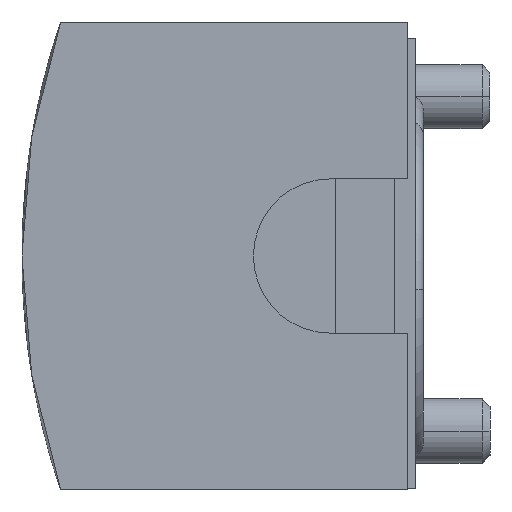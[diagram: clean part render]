
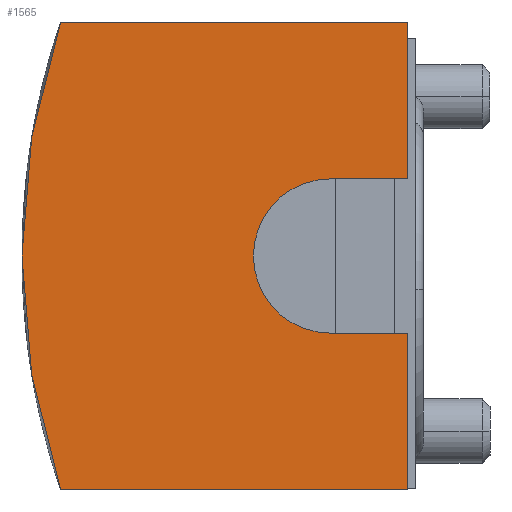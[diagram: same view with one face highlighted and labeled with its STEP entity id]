
A CAD part, left-side view. The second image highlights one B-rep face of the part: STEP entity #1565.
In plain terms, the highlighted planar face has unit normal (-1, 0, 0).
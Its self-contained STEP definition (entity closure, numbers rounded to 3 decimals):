
#200 = EDGE_LOOP ( 'NONE', ( #271, #270, #269, #268, #267, #266, #265, #264, #278 ) ) ;
#264 = ORIENTED_EDGE ( 'NONE', *, *, #1357, .F. ) ;
#265 = ORIENTED_EDGE ( 'NONE', *, *, #1356, .F. ) ;
#266 = ORIENTED_EDGE ( 'NONE', *, *, #1355, .T. ) ;
#267 = ORIENTED_EDGE ( 'NONE', *, *, #1371, .T. ) ;
#268 = ORIENTED_EDGE ( 'NONE', *, *, #1936, .F. ) ;
#269 = ORIENTED_EDGE ( 'NONE', *, *, #1937, .F. ) ;
#270 = ORIENTED_EDGE ( 'NONE', *, *, #1932, .T. ) ;
#271 = ORIENTED_EDGE ( 'NONE', *, *, #1903, .F. ) ;
#278 = ORIENTED_EDGE ( 'NONE', *, *, #1921, .F. ) ;
#950 = VERTEX_POINT ( 'NONE', #1266 ) ;
#951 = VERTEX_POINT ( 'NONE', #1267 ) ;
#963 = VERTEX_POINT ( 'NONE', #1279 ) ;
#971 = VERTEX_POINT ( 'NONE', #1287 ) ;
#979 = VERTEX_POINT ( 'NONE', #3030 ) ;
#980 = VERTEX_POINT ( 'NONE', #3031 ) ;
#981 = VERTEX_POINT ( 'NONE', #3032 ) ;
#982 = VERTEX_POINT ( 'NONE', #3033 ) ;
#983 = VERTEX_POINT ( 'NONE', #3034 ) ;
#1266 = CARTESIAN_POINT ( 'NONE',  ( 0., 13.5, -9.1 ) ) ;
#1267 = CARTESIAN_POINT ( 'NONE',  ( 0., 13.5, 9.1 ) ) ;
#1279 = CARTESIAN_POINT ( 'NONE',  ( 0., 0., 9.1 ) ) ;
#1287 = CARTESIAN_POINT ( 'NONE',  ( 0., 0., -9.1 ) ) ;
#1355 = EDGE_CURVE ( 'NONE', #981, #982, #3021, .T. ) ;
#1356 = EDGE_CURVE ( 'NONE', #983, #982, #3020, .T. ) ;
#1357 = EDGE_CURVE ( 'NONE', #963, #983, #3892, .T. ) ;
#1371 = EDGE_CURVE ( 'NONE', #980, #981, #3919, .T. ) ;
#1565 = ADVANCED_FACE ( 'NONE', ( #4290 ), #4651, .F. ) ;
#1903 = EDGE_CURVE ( 'NONE', #950, #951, #5374, .T. ) ;
#1921 = EDGE_CURVE ( 'NONE', #951, #963, #5399, .T. ) ;
#1932 = EDGE_CURVE ( 'NONE', #950, #971, #5421, .T. ) ;
#1936 = EDGE_CURVE ( 'NONE', #980, #979, #5429, .T. ) ;
#1937 = EDGE_CURVE ( 'NONE', #979, #971, #5431, .T. ) ;
#1972 = AXIS2_PLACEMENT_3D ( 'NONE', #3504, #3505, #3506 ) ;
#1975 = AXIS2_PLACEMENT_3D ( 'NONE', #3539, #3540, #3541 ) ;
#1994 = AXIS2_PLACEMENT_3D ( 'NONE', #4652, #4653, #4654 ) ;
#3020 = LINE ( 'NONE', #3507, #3022 ) ;
#3021 = CIRCLE ( 'NONE', #1972, 3. ) ;
#3022 = VECTOR ( 'NONE', #3508, 1000. ) ;
#3030 = CARTESIAN_POINT ( 'NONE',  ( 0., 0., -3. ) ) ;
#3031 = CARTESIAN_POINT ( 'NONE',  ( 0., 3., -3. ) ) ;
#3032 = CARTESIAN_POINT ( 'NONE',  ( 0., 6., 0. ) ) ;
#3033 = CARTESIAN_POINT ( 'NONE',  ( 0., 3., 3. ) ) ;
#3034 = CARTESIAN_POINT ( 'NONE',  ( 0., 0., 3. ) ) ;
#3504 = CARTESIAN_POINT ( 'NONE',  ( 0., 3., 0. ) ) ;
#3505 = DIRECTION ( 'NONE',  ( 1., 0., 0. ) ) ;
#3506 = DIRECTION ( 'NONE',  ( 0., 1., 0. ) ) ;
#3507 = CARTESIAN_POINT ( 'NONE',  ( 0., 0., 3. ) ) ;
#3508 = DIRECTION ( 'NONE',  ( 0., 1., 0. ) ) ;
#3509 = CARTESIAN_POINT ( 'NONE',  ( 0., 0., 9.1 ) ) ;
#3510 = DIRECTION ( 'NONE',  ( 0., 0., -1. ) ) ;
#3539 = CARTESIAN_POINT ( 'NONE',  ( 0., 3., 0. ) ) ;
#3540 = DIRECTION ( 'NONE',  ( 1., 0., 0. ) ) ;
#3541 = DIRECTION ( 'NONE',  ( 0., 1., 0. ) ) ;
#3892 = LINE ( 'NONE', #3509, #3893 ) ;
#3893 = VECTOR ( 'NONE', #3510, 1000. ) ;
#3919 = CIRCLE ( 'NONE', #1975, 3. ) ;
#4290 = FACE_OUTER_BOUND ( 'NONE', #200, .T. ) ;
#4651 = PLANE ( 'NONE',  #1994 ) ;
#4652 = CARTESIAN_POINT ( 'NONE',  ( 0., 0., 9.1 ) ) ;
#4653 = DIRECTION ( 'NONE',  ( 1., 0., 0. ) ) ;
#4654 = DIRECTION ( 'NONE',  ( 0., 1., 0. ) ) ;
#4879 = AXIS2_PLACEMENT_3D ( 'NONE', #5936, #5937, #5938 ) ;
#5374 = CIRCLE ( 'NONE', #4879, 28.353 ) ;
#5399 = LINE ( 'NONE', #6024, #5400 ) ;
#5400 = VECTOR ( 'NONE', #6025, 1000. ) ;
#5421 = LINE ( 'NONE', #6046, #5422 ) ;
#5422 = VECTOR ( 'NONE', #6047, 1000. ) ;
#5429 = LINE ( 'NONE', #6054, #5430 ) ;
#5430 = VECTOR ( 'NONE', #6055, 1000. ) ;
#5431 = LINE ( 'NONE', #6056, #5432 ) ;
#5432 = VECTOR ( 'NONE', #6057, 1000. ) ;
#5936 = CARTESIAN_POINT ( 'NONE',  ( 0., -13.353, 0. ) ) ;
#5937 = DIRECTION ( 'NONE',  ( 1., 0., 0. ) ) ;
#5938 = DIRECTION ( 'NONE',  ( 0., 1., 0. ) ) ;
#6024 = CARTESIAN_POINT ( 'NONE',  ( 0., 0., 9.1 ) ) ;
#6025 = DIRECTION ( 'NONE',  ( 0., -1., 0. ) ) ;
#6046 = CARTESIAN_POINT ( 'NONE',  ( 0., 0., -9.1 ) ) ;
#6047 = DIRECTION ( 'NONE',  ( 0., -1., 0. ) ) ;
#6054 = CARTESIAN_POINT ( 'NONE',  ( 0., 0., -3. ) ) ;
#6055 = DIRECTION ( 'NONE',  ( 0., -1., 0. ) ) ;
#6056 = CARTESIAN_POINT ( 'NONE',  ( 0., 0., 9.1 ) ) ;
#6057 = DIRECTION ( 'NONE',  ( 0., 0., -1. ) ) ;
